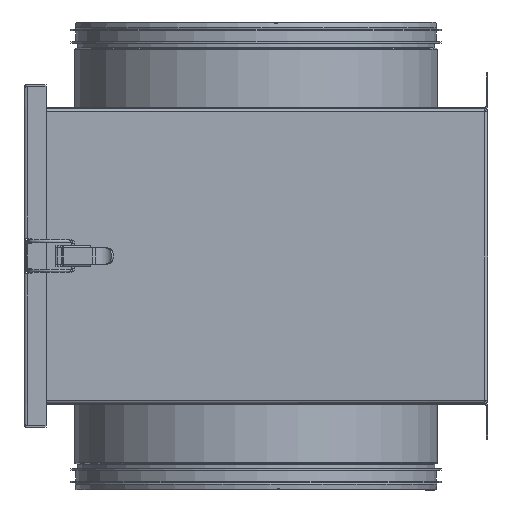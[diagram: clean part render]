
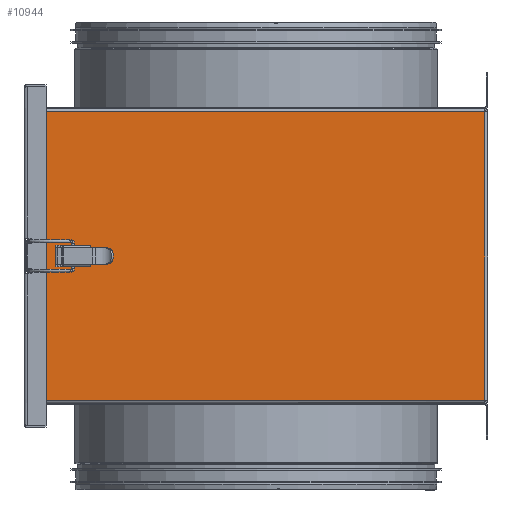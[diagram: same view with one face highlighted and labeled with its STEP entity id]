
A CAD part, left-side view. The second image highlights one B-rep face of the part: STEP entity #10944.
In plain terms, the highlighted planar face has unit normal (-1, 0, 0).
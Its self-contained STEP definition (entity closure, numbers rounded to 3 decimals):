
#156=FACE_BOUND('',#2352,.T.);
#157=FACE_BOUND('',#2353,.T.);
#158=FACE_BOUND('',#2354,.T.);
#944=PLANE('',#12092);
#1588=FACE_OUTER_BOUND('',#2351,.T.);
#2351=EDGE_LOOP('',(#9951,#9952,#9953,#9954,#9955,#9956,#9957,#9958,#9959,
#9960,#9961,#9962));
#2352=EDGE_LOOP('',(#9963,#9964,#9965,#9966));
#2353=EDGE_LOOP('',(#9967,#9968,#9969,#9970));
#2354=EDGE_LOOP('',(#9971,#9972,#9973,#9974,#9975,#9976,#9977,#9978));
#2609=CIRCLE('',#11449,10.);
#3107=LINE('',#16307,#4023);
#3109=LINE('',#16315,#4025);
#3117=LINE('',#16342,#4033);
#3119=LINE('',#16350,#4035);
#3129=LINE('',#16382,#4045);
#3142=LINE('',#16413,#4058);
#3180=LINE('',#16587,#4096);
#3201=LINE('',#16642,#4117);
#3228=LINE('',#16712,#4144);
#3239=LINE('',#16752,#4155);
#3245=LINE('',#16771,#4161);
#3253=LINE('',#16789,#4169);
#3264=LINE('',#16820,#4180);
#3266=LINE('',#16823,#4182);
#3268=LINE('',#16829,#4184);
#3734=LINE('',#18660,#4650);
#3749=LINE('',#18728,#4665);
#3788=LINE('',#18856,#4704);
#3789=LINE('',#18858,#4705);
#3790=LINE('',#18860,#4706);
#3791=LINE('',#18862,#4707);
#3792=LINE('',#18864,#4708);
#3793=LINE('',#18866,#4709);
#3794=LINE('',#18868,#4710);
#3795=LINE('',#18870,#4711);
#3796=LINE('',#18872,#4712);
#3797=LINE('',#18873,#4713);
#4023=VECTOR('',#12911,10.);
#4025=VECTOR('',#12919,10.);
#4033=VECTOR('',#12939,10.);
#4035=VECTOR('',#12947,10.);
#4045=VECTOR('',#12973,10.);
#4058=VECTOR('',#13004,10.);
#4096=VECTOR('',#13138,10.);
#4117=VECTOR('',#13201,10.);
#4144=VECTOR('',#13276,10.);
#4155=VECTOR('',#13313,10.);
#4161=VECTOR('',#13329,10.);
#4169=VECTOR('',#13347,10.);
#4180=VECTOR('',#13378,10.);
#4182=VECTOR('',#13382,10.);
#4184=VECTOR('',#13390,10.);
#4650=VECTOR('',#15062,10.);
#4665=VECTOR('',#15099,10.);
#4704=VECTOR('',#15194,10.);
#4705=VECTOR('',#15195,10.);
#4706=VECTOR('',#15196,10.);
#4707=VECTOR('',#15197,10.);
#4708=VECTOR('',#15198,10.);
#4709=VECTOR('',#15199,10.);
#4710=VECTOR('',#15200,10.);
#4711=VECTOR('',#15201,10.);
#4712=VECTOR('',#15202,10.);
#4713=VECTOR('',#15203,10.);
#4979=VERTEX_POINT('',#16305);
#4980=VERTEX_POINT('',#16306);
#4983=VERTEX_POINT('',#16314);
#4995=VERTEX_POINT('',#16340);
#4996=VERTEX_POINT('',#16341);
#4999=VERTEX_POINT('',#16349);
#5013=VERTEX_POINT('',#16381);
#5054=VERTEX_POINT('',#16586);
#5085=VERTEX_POINT('',#16710);
#5086=VERTEX_POINT('',#16711);
#5102=VERTEX_POINT('',#16750);
#5110=VERTEX_POINT('',#16770);
#5115=VERTEX_POINT('',#16787);
#5124=VERTEX_POINT('',#16817);
#5125=VERTEX_POINT('',#16819);
#5126=VERTEX_POINT('',#16825);
#5596=VERTEX_POINT('',#18651);
#5597=VERTEX_POINT('',#18659);
#5607=VERTEX_POINT('',#18725);
#5608=VERTEX_POINT('',#18727);
#5632=VERTEX_POINT('',#18857);
#5633=VERTEX_POINT('',#18859);
#5634=VERTEX_POINT('',#18861);
#5635=VERTEX_POINT('',#18863);
#5636=VERTEX_POINT('',#18865);
#5637=VERTEX_POINT('',#18867);
#5638=VERTEX_POINT('',#18869);
#5639=VERTEX_POINT('',#18871);
#6013=EDGE_CURVE('',#4979,#4980,#3107,.T.);
#6017=EDGE_CURVE('',#4983,#4979,#3109,.T.);
#6030=EDGE_CURVE('',#4995,#4996,#3117,.T.);
#6034=EDGE_CURVE('',#4999,#4995,#3119,.T.);
#6050=EDGE_CURVE('',#4980,#5013,#3129,.T.);
#6067=EDGE_CURVE('',#5013,#4983,#3142,.T.);
#6128=EDGE_CURVE('',#4996,#5054,#3180,.T.);
#6157=EDGE_CURVE('',#5054,#4999,#3201,.T.);
#6189=EDGE_CURVE('',#5085,#5086,#3228,.T.);
#6210=EDGE_CURVE('',#5086,#5102,#3239,.T.);
#6219=EDGE_CURVE('',#5110,#5085,#3245,.T.);
#6229=EDGE_CURVE('',#5102,#5115,#3253,.T.);
#6244=EDGE_CURVE('',#5125,#5124,#3264,.T.);
#6246=EDGE_CURVE('',#5115,#5125,#3266,.T.);
#6247=EDGE_CURVE('',#5124,#5126,#2609,.T.);
#6249=EDGE_CURVE('',#5126,#5110,#3268,.T.);
#7019=EDGE_CURVE('',#5597,#5596,#3734,.T.);
#7039=EDGE_CURVE('',#5608,#5607,#3749,.T.);
#7090=EDGE_CURVE('',#5596,#5608,#3788,.T.);
#7091=EDGE_CURVE('',#5632,#5607,#3789,.T.);
#7092=EDGE_CURVE('',#5632,#5633,#3790,.T.);
#7093=EDGE_CURVE('',#5633,#5634,#3791,.T.);
#7094=EDGE_CURVE('',#5634,#5635,#3792,.T.);
#7095=EDGE_CURVE('',#5635,#5636,#3793,.T.);
#7096=EDGE_CURVE('',#5636,#5637,#3794,.T.);
#7097=EDGE_CURVE('',#5637,#5638,#3795,.T.);
#7098=EDGE_CURVE('',#5638,#5639,#3796,.T.);
#7099=EDGE_CURVE('',#5597,#5639,#3797,.T.);
#9951=ORIENTED_EDGE('',*,*,#7019,.T.);
#9952=ORIENTED_EDGE('',*,*,#7090,.T.);
#9953=ORIENTED_EDGE('',*,*,#7039,.T.);
#9954=ORIENTED_EDGE('',*,*,#7091,.F.);
#9955=ORIENTED_EDGE('',*,*,#7092,.T.);
#9956=ORIENTED_EDGE('',*,*,#7093,.T.);
#9957=ORIENTED_EDGE('',*,*,#7094,.T.);
#9958=ORIENTED_EDGE('',*,*,#7095,.T.);
#9959=ORIENTED_EDGE('',*,*,#7096,.T.);
#9960=ORIENTED_EDGE('',*,*,#7097,.T.);
#9961=ORIENTED_EDGE('',*,*,#7098,.T.);
#9962=ORIENTED_EDGE('',*,*,#7099,.F.);
#9963=ORIENTED_EDGE('',*,*,#6017,.T.);
#9964=ORIENTED_EDGE('',*,*,#6013,.T.);
#9965=ORIENTED_EDGE('',*,*,#6050,.T.);
#9966=ORIENTED_EDGE('',*,*,#6067,.T.);
#9967=ORIENTED_EDGE('',*,*,#6034,.T.);
#9968=ORIENTED_EDGE('',*,*,#6030,.T.);
#9969=ORIENTED_EDGE('',*,*,#6128,.T.);
#9970=ORIENTED_EDGE('',*,*,#6157,.T.);
#9971=ORIENTED_EDGE('',*,*,#6244,.T.);
#9972=ORIENTED_EDGE('',*,*,#6247,.T.);
#9973=ORIENTED_EDGE('',*,*,#6249,.T.);
#9974=ORIENTED_EDGE('',*,*,#6219,.T.);
#9975=ORIENTED_EDGE('',*,*,#6189,.T.);
#9976=ORIENTED_EDGE('',*,*,#6210,.T.);
#9977=ORIENTED_EDGE('',*,*,#6229,.T.);
#9978=ORIENTED_EDGE('',*,*,#6246,.T.);
#10944=ADVANCED_FACE('',(#1588,#156,#157,#158),#944,.F.);
#11449=AXIS2_PLACEMENT_3D('',#16826,#13385,#13386);
#12092=AXIS2_PLACEMENT_3D('',#18855,#15192,#15193);
#12911=DIRECTION('',(0.,0.,1.));
#12919=DIRECTION('',(0.,1.,0.));
#12939=DIRECTION('',(0.,0.,-1.));
#12947=DIRECTION('',(0.,-1.,0.));
#12973=DIRECTION('',(0.,-1.,0.));
#13004=DIRECTION('',(0.,0.,-1.));
#13138=DIRECTION('',(0.,1.,0.));
#13201=DIRECTION('',(0.,0.,1.));
#13276=DIRECTION('',(0.,1.,0.));
#13313=DIRECTION('',(0.,0.,1.));
#13329=DIRECTION('',(0.,0.,-1.));
#13347=DIRECTION('',(0.,-1.,0.));
#13378=DIRECTION('',(0.,-1.,0.));
#13382=DIRECTION('',(0.,0.,-1.));
#13385=DIRECTION('center_axis',(1.,0.,0.));
#13386=DIRECTION('ref_axis',(0.,1.,0.));
#13390=DIRECTION('',(0.,1.,0.));
#15062=DIRECTION('',(0.,-1.,0.));
#15099=DIRECTION('',(0.,1.,0.));
#15192=DIRECTION('center_axis',(1.,0.,0.));
#15193=DIRECTION('ref_axis',(0.,0.,
1.));
#15194=DIRECTION('',(0.,0.,1.));
#15195=DIRECTION('',(0.,0.,1.));
#15196=DIRECTION('',(0.,-1.,0.));
#15197=DIRECTION('',(0.,0.,-1.));
#15198=DIRECTION('',(0.,1.,0.));
#15199=DIRECTION('',(0.,0.,-1.));
#15200=DIRECTION('',(0.,-1.,0.));
#15201=DIRECTION('',(0.,0.,-1.));
#15202=DIRECTION('',(0.,1.,0.));
#15203=DIRECTION('',(0.,0.,1.));
#16305=CARTESIAN_POINT('',(-178.5,278.719,5.65));
#16306=CARTESIAN_POINT('',(-178.5,278.719,7.25));
#16307=CARTESIAN_POINT('',(-178.5,278.719,7.25));
#16314=CARTESIAN_POINT('',(-178.5,273.642,5.65));
#16315=CARTESIAN_POINT('',(-178.5,215.284,5.65));
#16340=CARTESIAN_POINT('',(-178.5,273.642,-5.65));
#16341=CARTESIAN_POINT('',(-178.5,273.642,-7.25));
#16342=CARTESIAN_POINT('',(-178.5,273.642,-5.65));
#16349=CARTESIAN_POINT('',(-178.5,278.719,-5.65));
#16350=CARTESIAN_POINT('',(-178.5,215.285,-5.65));
#16381=CARTESIAN_POINT('',(-178.5,273.642,7.25));
#16382=CARTESIAN_POINT('',(-178.5,215.284,7.25));
#16413=CARTESIAN_POINT('',(-178.5,273.642,7.25));
#16586=CARTESIAN_POINT('',(-178.5,278.719,-7.25));
#16587=CARTESIAN_POINT('',(-178.5,215.285,-7.25));
#16642=CARTESIAN_POINT('',(-178.5,278.719,-5.65));
#16710=CARTESIAN_POINT('',(-178.5,280.6,-7.5));
#16711=CARTESIAN_POINT('',(-178.5,282.9,-7.5));
#16712=CARTESIAN_POINT('',(-178.5,225.606,-7.5));
#16750=CARTESIAN_POINT('',(-178.5,282.9,7.5));
#16752=CARTESIAN_POINT('',(-178.5,282.9,-7.5));
#16770=CARTESIAN_POINT('',(-178.5,280.6,-5.5));
#16771=CARTESIAN_POINT('',(-178.5,280.6,-2.75));
#16787=CARTESIAN_POINT('',(-178.5,280.6,7.5));
#16789=CARTESIAN_POINT('',(-178.5,225.606,7.5));
#16817=CARTESIAN_POINT('',(-178.5,261.548,5.5));
#16819=CARTESIAN_POINT('',(-178.5,280.6,5.5));
#16820=CARTESIAN_POINT('',(-178.5,219.235,5.5));
#16823=CARTESIAN_POINT('',(-178.5,280.6,2.75));
#16825=CARTESIAN_POINT('',(-178.5,261.548,-5.5));
#16826=CARTESIAN_POINT('Origin',(-178.5,269.9,0.));
#16829=CARTESIAN_POINT('',(-178.5,219.235,-5.5));
#18651=CARTESIAN_POINT('',(-178.5,2.,-99.));
#18659=CARTESIAN_POINT('',(-178.5,316.,-99.));
#18660=CARTESIAN_POINT('',(-178.5,236.935,-99.));
#18725=CARTESIAN_POINT('',(-178.5,316.,99.));
#18727=CARTESIAN_POINT('',(-178.5,2.,99.));
#18728=CARTESIAN_POINT('',(-178.5,79.935,99.));
#18855=CARTESIAN_POINT('Origin',(-178.5,157.869,0.));
#18856=CARTESIAN_POINT('',(-178.5,2.,0.));
#18857=CARTESIAN_POINT('',(-178.5,316.,86.01));
#18858=CARTESIAN_POINT('',(-178.5,316.,-101.));
#18859=CARTESIAN_POINT('',(-178.5,313.99,86.01));
#18860=CARTESIAN_POINT('',(-178.5,236.935,86.01));
#18861=CARTESIAN_POINT('',(-178.5,313.99,86.));
#18862=CARTESIAN_POINT('',(-178.5,313.99,43.005));
#18863=CARTESIAN_POINT('',(-178.5,314.,86.));
#18864=CARTESIAN_POINT('',(-178.5,235.93,86.));
#18865=CARTESIAN_POINT('',(-178.5,314.,-86.));
#18866=CARTESIAN_POINT('',(-178.5,314.,43.));
#18867=CARTESIAN_POINT('',(-178.5,313.99,-86.));
#18868=CARTESIAN_POINT('',(-178.5,236.935,-86.));
#18869=CARTESIAN_POINT('',(-178.5,313.99,-86.01));
#18870=CARTESIAN_POINT('',(-178.5,313.99,-43.));
#18871=CARTESIAN_POINT('',(-178.5,316.,-86.01));
#18872=CARTESIAN_POINT('',(-178.5,235.93,-86.01));
#18873=CARTESIAN_POINT('',(-178.5,316.,-101.));
